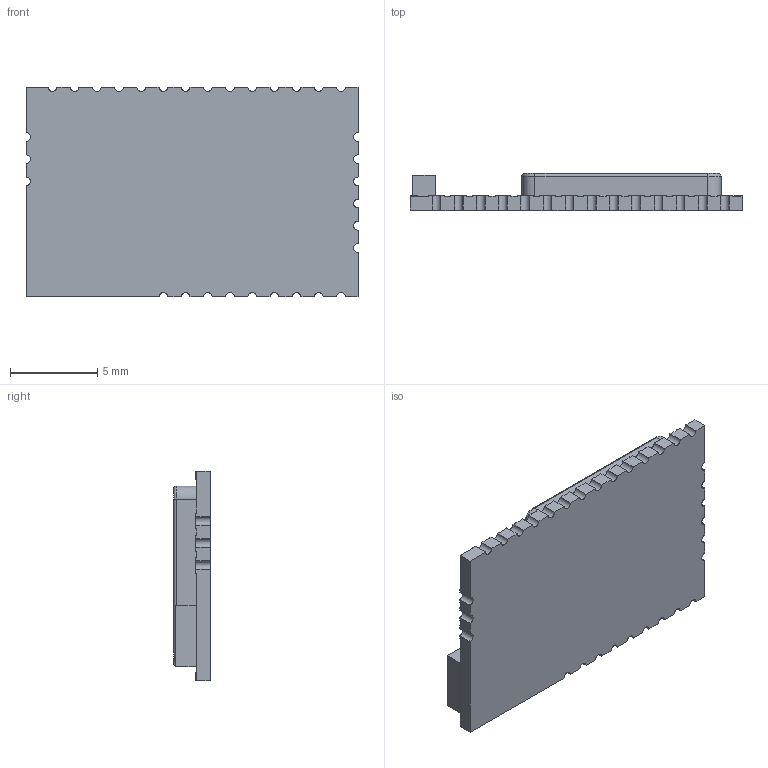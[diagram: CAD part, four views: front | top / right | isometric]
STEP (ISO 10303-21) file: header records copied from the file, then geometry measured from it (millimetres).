
FILE_DESCRIPTION (( 'STEP AP214' ), '1' );
FILE_NAME ('WF111A.STEP', '2016-10-13T03:11:41', ( '' ), ( '' ), 'SwSTEP 2.0', 'SolidWorks 2016', '' );
FILE_SCHEMA (( 'AUTOMOTIVE_DESIGN' ));
Length unit declared in the file: millimetre
Products named in the file (1): WF111A
Bounding box: 19 x 2.1 x 12 mm (x, y, z)
Volume: 337.4 mm3; surface area: 572.7 mm2
Topology: 1 solids, 1 shells, 179 faces, 517 edges, 342 vertices
Faces by surface type: cylinder 95, plane 80, torus 4
Entity records: 7944 total; most frequent: DIRECTION 1071, CARTESIAN_POINT 1039, ORIENTED_EDGE 1034, EDGE_CURVE 517, AXIS2_PLACEMENT_3D 374, VERTEX_POINT 342, VECTOR 323, LINE 323
